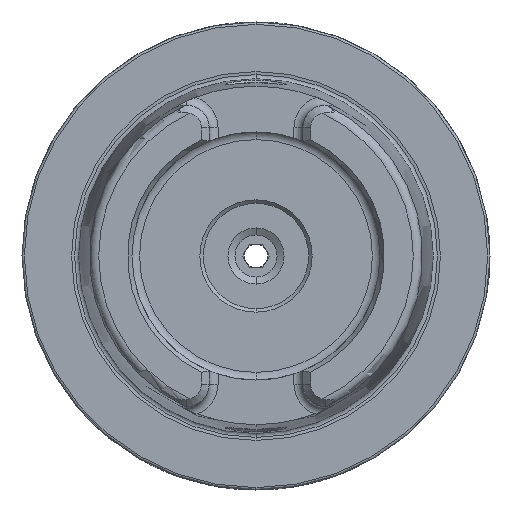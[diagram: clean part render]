
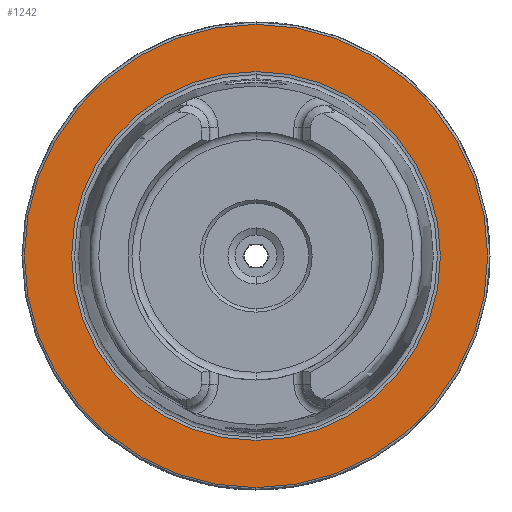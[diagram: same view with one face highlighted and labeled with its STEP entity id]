
A CAD part, left-side view. The second image highlights one B-rep face of the part: STEP entity #1242.
In plain terms, the highlighted planar face has unit normal (-1, 0, 0).
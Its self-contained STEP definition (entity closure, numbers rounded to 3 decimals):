
#6 = DIRECTION ( 'NONE',  ( -1., 0., 0. ) ) ;
#48 = CARTESIAN_POINT ( 'NONE',  ( 0., 0., 0. ) ) ;
#732 = ORIENTED_EDGE ( 'NONE', *, *, #10494, .F. ) ;
#851 = ORIENTED_EDGE ( 'NONE', *, *, #6690, .T. ) ;
#1242 = ADVANCED_FACE ( 'NONE', ( #9369, #9618 ), #1874, .F. ) ;
#1641 = DIRECTION ( 'NONE',  ( 0., 0., -1. ) ) ;
#1714 = DIRECTION ( 'NONE',  ( 1., 0., 0. ) ) ;
#1718 = EDGE_LOOP ( 'NONE', ( #3801, #851 ) ) ;
#1749 = CIRCLE ( 'NONE', #2539, 49.5 ) ;
#1874 = PLANE ( 'NONE',  #3602 ) ;
#1966 = EDGE_CURVE ( 'NONE', #10363, #5596, #1749, .T. ) ;
#2166 = CARTESIAN_POINT ( 'NONE',  ( 0., 49.5, 0. ) ) ;
#2400 = DIRECTION ( 'NONE',  ( -1., 0., 0. ) ) ;
#2535 = CARTESIAN_POINT ( 'NONE',  ( 0., 0., 0. ) ) ;
#2539 = AXIS2_PLACEMENT_3D ( 'NONE', #5087, #4777, #4525 ) ;
#2638 = CIRCLE ( 'NONE', #9471, 49.5 ) ;
#3602 = AXIS2_PLACEMENT_3D ( 'NONE', #2166, #1714, #1641 ) ;
#3801 = ORIENTED_EDGE ( 'NONE', *, *, #1966, .T. ) ;
#4032 = CARTESIAN_POINT ( 'NONE',  ( 0., 0., 49.5 ) ) ;
#4064 = CIRCLE ( 'NONE', #9867, 39.405 ) ;
#4248 = AXIS2_PLACEMENT_3D ( 'NONE', #48, #6, #10609 ) ;
#4525 = DIRECTION ( 'NONE',  ( 0., 0., 1. ) ) ;
#4777 = DIRECTION ( 'NONE',  ( -1., 0., 0. ) ) ;
#5034 = ORIENTED_EDGE ( 'NONE', *, *, #9679, .F. ) ;
#5087 = CARTESIAN_POINT ( 'NONE',  ( 0., 0., 0. ) ) ;
#5515 = CARTESIAN_POINT ( 'NONE',  ( 0., 0., -39.405 ) ) ;
#5596 = VERTEX_POINT ( 'NONE', #9824 ) ;
#6045 = CARTESIAN_POINT ( 'NONE',  ( 0., 0., 39.405 ) ) ;
#6690 = EDGE_CURVE ( 'NONE', #5596, #10363, #2638, .T. ) ;
#6805 = EDGE_LOOP ( 'NONE', ( #732, #5034 ) ) ;
#7057 = DIRECTION ( 'NONE',  ( 0., 0., 1. ) ) ;
#7082 = DIRECTION ( 'NONE',  ( -1., 0., 0. ) ) ;
#7083 = CARTESIAN_POINT ( 'NONE',  ( 0., 0., 0. ) ) ;
#9103 = VERTEX_POINT ( 'NONE', #5515 ) ;
#9161 = CIRCLE ( 'NONE', #4248, 39.405 ) ;
#9369 = FACE_BOUND ( 'NONE', #6805, .T. ) ;
#9471 = AXIS2_PLACEMENT_3D ( 'NONE', #2535, #2400, #10303 ) ;
#9618 = FACE_OUTER_BOUND ( 'NONE', #1718, .T. ) ;
#9679 = EDGE_CURVE ( 'NONE', #9103, #10529, #4064, .T. ) ;
#9824 = CARTESIAN_POINT ( 'NONE',  ( 0., 0., -49.5 ) ) ;
#9867 = AXIS2_PLACEMENT_3D ( 'NONE', #7083, #7082, #7057 ) ;
#10303 = DIRECTION ( 'NONE',  ( 0., 0., 1. ) ) ;
#10363 = VERTEX_POINT ( 'NONE', #4032 ) ;
#10494 = EDGE_CURVE ( 'NONE', #10529, #9103, #9161, .T. ) ;
#10529 = VERTEX_POINT ( 'NONE', #6045 ) ;
#10609 = DIRECTION ( 'NONE',  ( 0., 0., 1. ) ) ;
